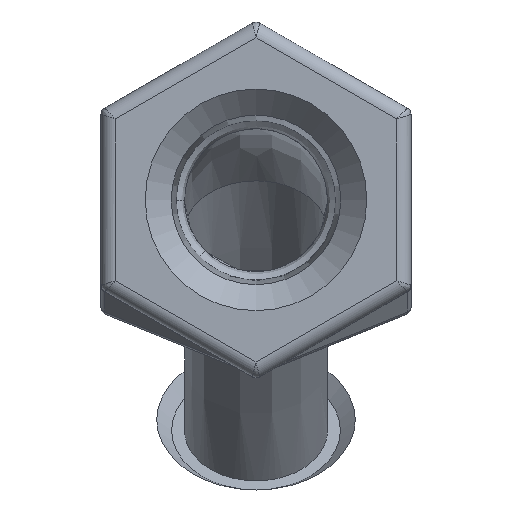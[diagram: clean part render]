
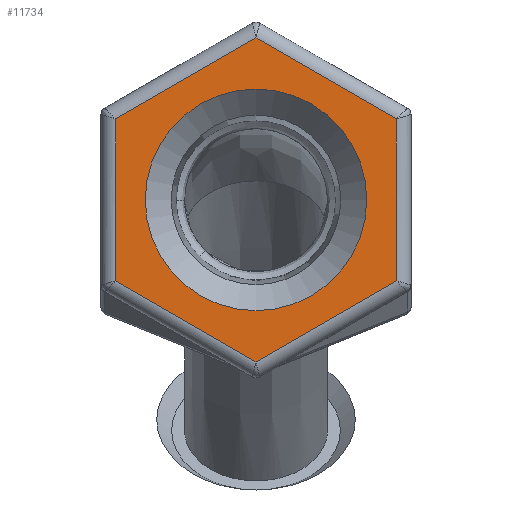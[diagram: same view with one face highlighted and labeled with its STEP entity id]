
A CAD part, top view. The second image highlights one B-rep face of the part: STEP entity #11734.
In plain terms, the highlighted planar face has unit normal (0, 0, 1).
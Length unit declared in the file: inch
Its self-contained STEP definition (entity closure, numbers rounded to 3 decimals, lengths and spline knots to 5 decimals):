
#171=FACE_BOUND('',#4348,.T.);
#1372=LINE('',#20183,#2607);
#1374=LINE('',#20186,#2609);
#1376=LINE('',#20189,#2611);
#1378=LINE('',#20192,#2613);
#1379=LINE('',#20194,#2614);
#1381=LINE('',#20197,#2616);
#2607=VECTOR('',#14698,0.3937);
#2609=VECTOR('',#14702,0.3937);
#2611=VECTOR('',#14706,0.3937);
#2613=VECTOR('',#14710,0.3937);
#2614=VECTOR('',#14713,0.3937);
#2616=VECTOR('',#14717,0.3937);
#3044=PLANE('',#12362);
#3645=FACE_OUTER_BOUND('',#4347,.T.);
#4347=EDGE_LOOP('',(#10704,#10705,#10706,#10707,#10708,#10709));
#4348=EDGE_LOOP('',(#10710,#10711));
#4484=CIRCLE('',#12363,0.469);
#4485=CIRCLE('',#12364,0.469);
#5849=VERTEX_POINT('',#20028);
#5851=VERTEX_POINT('',#20058);
#5853=VERTEX_POINT('',#20088);
#5856=VERTEX_POINT('',#20119);
#5858=VERTEX_POINT('',#20149);
#5860=VERTEX_POINT('',#20179);
#5865=VERTEX_POINT('',#20218);
#5866=VERTEX_POINT('',#20219);
#7477=EDGE_CURVE('',#5849,#5860,#1372,.T.);
#7479=EDGE_CURVE('',#5860,#5858,#1374,.T.);
#7481=EDGE_CURVE('',#5858,#5856,#1376,.T.);
#7483=EDGE_CURVE('',#5856,#5853,#1378,.T.);
#7484=EDGE_CURVE('',#5853,#5851,#1379,.T.);
#7486=EDGE_CURVE('',#5851,#5849,#1381,.T.);
#7496=EDGE_CURVE('',#5865,#5866,#4484,.T.);
#7497=EDGE_CURVE('',#5866,#5865,#4485,.T.);
#10704=ORIENTED_EDGE('',*,*,#7477,.F.);
#10705=ORIENTED_EDGE('',*,*,#7486,.F.);
#10706=ORIENTED_EDGE('',*,*,#7484,.F.);
#10707=ORIENTED_EDGE('',*,*,#7483,.F.);
#10708=ORIENTED_EDGE('',*,*,#7481,.F.);
#10709=ORIENTED_EDGE('',*,*,#7479,.F.);
#10710=ORIENTED_EDGE('',*,*,#7496,.T.);
#10711=ORIENTED_EDGE('',*,*,#7497,.T.);
#11734=ADVANCED_FACE('',(#3645,#171),#3044,.T.);
#12362=AXIS2_PLACEMENT_3D('',#20217,#14742,#14743);
#12363=AXIS2_PLACEMENT_3D('',#20220,#14744,#14745);
#12364=AXIS2_PLACEMENT_3D('',#20221,#14746,#14747);
#14698=DIRECTION('',(0.866,-0.5,0.));
#14702=DIRECTION('',(0.,-1.,0.));
#14706=DIRECTION('',(-0.866,-0.5,0.));
#14710=DIRECTION('',(-0.866,0.5,0.));
#14713=DIRECTION('',(0.,1.,0.));
#14717=DIRECTION('',(0.866,0.5,0.));
#14742=DIRECTION('center_axis',(0.,0.,
1.));
#14743=DIRECTION('ref_axis',(1.,0.,0.));
#14744=DIRECTION('center_axis',(0.,0.,
-1.));
#14745=DIRECTION('ref_axis',(0.,1.,0.));
#14746=DIRECTION('center_axis',(0.,0.,
-1.));
#14747=DIRECTION('ref_axis',(0.,1.,0.));
#20028=CARTESIAN_POINT('',(0.,0.6856,1.125));
#20058=CARTESIAN_POINT('',(-0.59375,0.3428,1.125));
#20088=CARTESIAN_POINT('',(-0.59375,-0.3428,1.125));
#20119=CARTESIAN_POINT('',(0.,-0.6856,1.125));
#20149=CARTESIAN_POINT('',(0.59375,-0.3428,1.125));
#20179=CARTESIAN_POINT('',(0.59375,0.3428,1.125));
#20183=CARTESIAN_POINT('',(0.46094,0.41948,1.125));
#20186=CARTESIAN_POINT('',(0.59375,-0.18944,1.125));
#20189=CARTESIAN_POINT('',(0.13281,-0.60892,1.125));
#20192=CARTESIAN_POINT('',(-0.46094,-0.41948,1.125));
#20194=CARTESIAN_POINT('',(-0.59375,0.18944,1.125));
#20197=CARTESIAN_POINT('',(-0.13281,0.60892,1.125));
#20217=CARTESIAN_POINT('Origin',(0.,0.,
1.125));
#20218=CARTESIAN_POINT('',(0.,0.469,1.125));
#20219=CARTESIAN_POINT('',(0.,-0.469,1.125));
#20220=CARTESIAN_POINT('Origin',(0.,0.,1.125));
#20221=CARTESIAN_POINT('Origin',(0.,0.,1.125));
